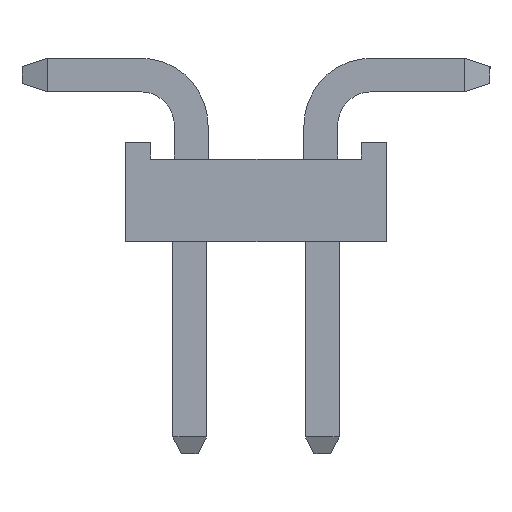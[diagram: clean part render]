
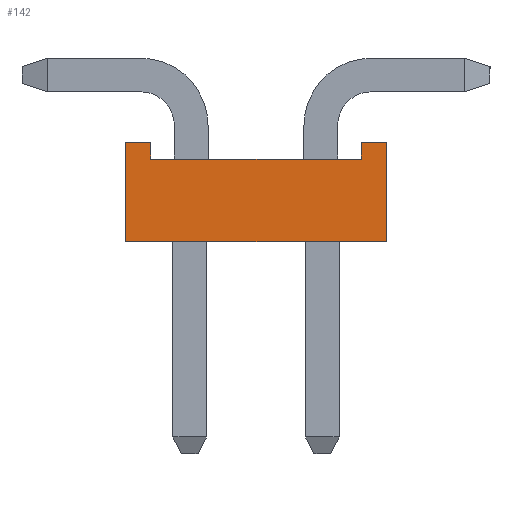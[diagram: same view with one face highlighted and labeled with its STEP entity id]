
A CAD part, left-side view. The second image highlights one B-rep face of the part: STEP entity #142.
In plain terms, the highlighted planar face has unit normal (-1, 0, 0).
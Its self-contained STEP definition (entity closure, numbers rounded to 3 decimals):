
#142 = ADVANCED_FACE ( 'NONE', ( #16730 ), #6413, .F. ) ;
#480 = CARTESIAN_POINT ( 'NONE',  ( -10., 0., -1.587 ) ) ;
#652 = DIRECTION ( 'NONE',  ( 0., 1., 0. ) ) ;
#769 = VECTOR ( 'NONE', #4778, 1000. ) ;
#861 = VERTEX_POINT ( 'NONE', #9477 ) ;
#1165 = DIRECTION ( 'NONE',  ( 1., 0., 0. ) ) ;
#1215 = VECTOR ( 'NONE', #652, 1000. ) ;
#1545 = CARTESIAN_POINT ( 'NONE',  ( -10., 0.254, 1.587 ) ) ;
#1627 = ORIENTED_EDGE ( 'NONE', *, *, #15843, .F. ) ;
#2129 = EDGE_CURVE ( 'NONE', #3891, #12093, #3487, .T. ) ;
#2231 = CARTESIAN_POINT ( 'NONE',  ( -10., 0., -1.969 ) ) ;
#2358 = ORIENTED_EDGE ( 'NONE', *, *, #16237, .T. ) ;
#2721 = CARTESIAN_POINT ( 'NONE',  ( -10., 0., 1.587 ) ) ;
#2762 = LINE ( 'NONE', #11656, #7041 ) ;
#3092 = EDGE_LOOP ( 'NONE', ( #8879, #2358, #8924, #1627, #10996, #15823, #13952, #14013 ) ) ;
#3369 = CARTESIAN_POINT ( 'NONE',  ( -10., 1.499, -1.969 ) ) ;
#3487 = LINE ( 'NONE', #7133, #14639 ) ;
#3536 = CARTESIAN_POINT ( 'NONE',  ( -10., 0., 1.969 ) ) ;
#3652 = LINE ( 'NONE', #14061, #7024 ) ;
#3671 = LINE ( 'NONE', #3369, #6313 ) ;
#3891 = VERTEX_POINT ( 'NONE', #8711 ) ;
#4025 = CARTESIAN_POINT ( 'NONE',  ( -10., 1.499, 1.969 ) ) ;
#4564 = VERTEX_POINT ( 'NONE', #15988 ) ;
#4778 = DIRECTION ( 'NONE',  ( 0., 0., 1. ) ) ;
#6313 = VECTOR ( 'NONE', #14182, 1000. ) ;
#6346 = LINE ( 'NONE', #16412, #13263 ) ;
#6413 = PLANE ( 'NONE',  #7106 ) ;
#7024 = VECTOR ( 'NONE', #15167, 1000. ) ;
#7041 = VECTOR ( 'NONE', #7757, 1000. ) ;
#7106 = AXIS2_PLACEMENT_3D ( 'NONE', #11578, #1165, #7506 ) ;
#7133 = CARTESIAN_POINT ( 'NONE',  ( -10., 0.254, -1.587 ) ) ;
#7420 = VERTEX_POINT ( 'NONE', #2721 ) ;
#7506 = DIRECTION ( 'NONE',  ( 0., 1., 0. ) ) ;
#7757 = DIRECTION ( 'NONE',  ( 0., 0., 1. ) ) ;
#8489 = DIRECTION ( 'NONE',  ( 0., 0., 1. ) ) ;
#8578 = CARTESIAN_POINT ( 'NONE',  ( -10., 1.499, -1.969 ) ) ;
#8711 = CARTESIAN_POINT ( 'NONE',  ( -10., 0.254, -1.587 ) ) ;
#8869 = DIRECTION ( 'NONE',  ( 0., -1., 0. ) ) ;
#8879 = ORIENTED_EDGE ( 'NONE', *, *, #2129, .T. ) ;
#8924 = ORIENTED_EDGE ( 'NONE', *, *, #16711, .T. ) ;
#9477 = CARTESIAN_POINT ( 'NONE',  ( -10., 0., -1.969 ) ) ;
#9890 = VERTEX_POINT ( 'NONE', #4025 ) ;
#10214 = EDGE_CURVE ( 'NONE', #861, #14804, #10263, .T. ) ;
#10263 = LINE ( 'NONE', #2231, #769 ) ;
#10672 = CARTESIAN_POINT ( 'NONE',  ( -10., 0., -1.587 ) ) ;
#10721 = LINE ( 'NONE', #480, #1215 ) ;
#10996 = ORIENTED_EDGE ( 'NONE', *, *, #11435, .F. ) ;
#11291 = DIRECTION ( 'NONE',  ( 0., -1., 0. ) ) ;
#11435 = EDGE_CURVE ( 'NONE', #4564, #9890, #3671, .T. ) ;
#11578 = CARTESIAN_POINT ( 'NONE',  ( -10., 1.499, -1.969 ) ) ;
#11656 = CARTESIAN_POINT ( 'NONE',  ( -10., 0., -1.969 ) ) ;
#12002 = VERTEX_POINT ( 'NONE', #3536 ) ;
#12093 = VERTEX_POINT ( 'NONE', #1545 ) ;
#12576 = EDGE_CURVE ( 'NONE', #14804, #3891, #10721, .T. ) ;
#13263 = VECTOR ( 'NONE', #8869, 1000. ) ;
#13952 = ORIENTED_EDGE ( 'NONE', *, *, #10214, .T. ) ;
#14013 = ORIENTED_EDGE ( 'NONE', *, *, #12576, .T. ) ;
#14061 = CARTESIAN_POINT ( 'NONE',  ( -10., 1.499, 1.969 ) ) ;
#14168 = EDGE_CURVE ( 'NONE', #4564, #861, #15023, .T. ) ;
#14182 = DIRECTION ( 'NONE',  ( 0., 0., 1. ) ) ;
#14639 = VECTOR ( 'NONE', #8489, 1000. ) ;
#14804 = VERTEX_POINT ( 'NONE', #10672 ) ;
#15023 = LINE ( 'NONE', #8578, #16547 ) ;
#15167 = DIRECTION ( 'NONE',  ( 0., -1., 0. ) ) ;
#15823 = ORIENTED_EDGE ( 'NONE', *, *, #14168, .T. ) ;
#15843 = EDGE_CURVE ( 'NONE', #9890, #12002, #3652, .T. ) ;
#15988 = CARTESIAN_POINT ( 'NONE',  ( -10., 1.499, -1.969 ) ) ;
#16237 = EDGE_CURVE ( 'NONE', #12093, #7420, #6346, .T. ) ;
#16412 = CARTESIAN_POINT ( 'NONE',  ( -10., 0.254, 1.587 ) ) ;
#16547 = VECTOR ( 'NONE', #11291, 1000. ) ;
#16711 = EDGE_CURVE ( 'NONE', #7420, #12002, #2762, .T. ) ;
#16730 = FACE_OUTER_BOUND ( 'NONE', #3092, .T. ) ;
